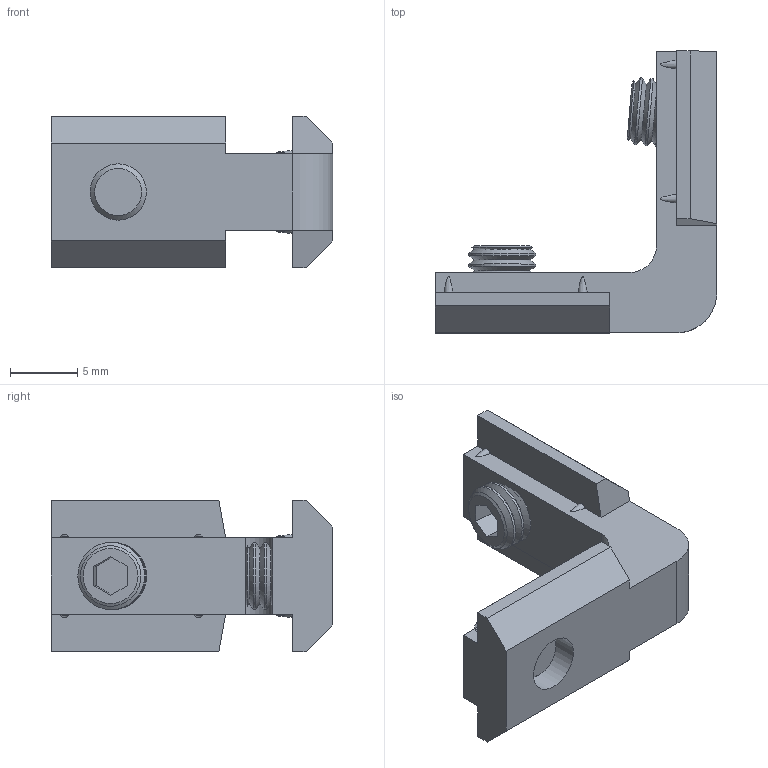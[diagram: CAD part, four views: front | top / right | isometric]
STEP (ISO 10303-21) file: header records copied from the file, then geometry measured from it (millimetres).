
FILE_DESCRIPTION(/* description */ ('STEP AP214'),/* implementation_level */ '2;1');
FILE_NAME(/* name */ '82180_KriTec_Innenwinkel_6_R_Raster_20_St.stp',/* time_stamp */ '2020-09-16T14:13:14+02:00',/* author */ ('Nell'),/* organization */ ('Hewlett-Packard Company'),/* preprocessor_version */ 'ST-DEVELOPER v17',/* originating_system */ 'Autodesk Inventor 2018',/* authorisation */ '');
FILE_SCHEMA (('AUTOMOTIVE_DESIGN { 1 0 10303 214 3 1 1 }'));
Length unit declared in the file: millimetre
Products named in the file (1): 82180_KriTec_Innenwinkel_6_R_Raster_20_St
Bounding box: 21 x 21 x 11.3 mm (x, y, z)
Volume: 1294.7 mm3; surface area: 1457 mm2
Topology: 3 solids, 3 shells, 100 faces, 265 edges, 173 vertices
Faces by surface type: plane 50, cone 36, cylinder 14
Full cylindrical faces by diameter (mm): 4.2 x1, 4.5 x1, 5 x10
Entity records: 3157 total; most frequent: DIRECTION 556, CARTESIAN_POINT 556, ORIENTED_EDGE 530, EDGE_CURVE 265, AXIS2_PLACEMENT_3D 198, VERTEX_POINT 173, LINE 160, VECTOR 160
